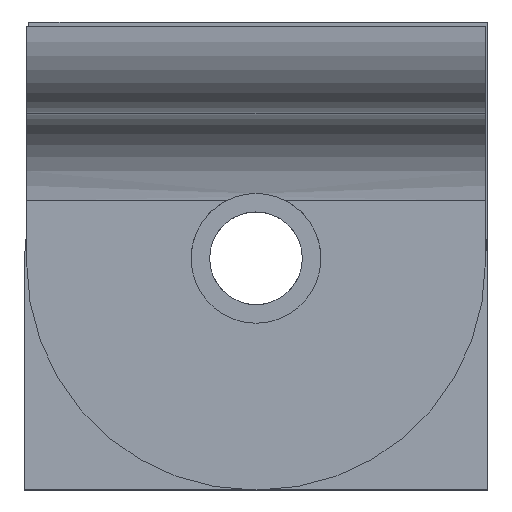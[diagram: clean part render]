
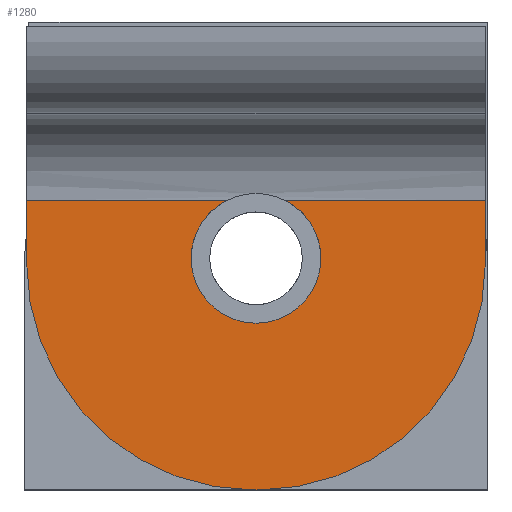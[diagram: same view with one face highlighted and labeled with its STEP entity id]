
A CAD part, left-side view. The second image highlights one B-rep face of the part: STEP entity #1280.
In plain terms, the highlighted planar face has unit normal (-1, 0, 0).
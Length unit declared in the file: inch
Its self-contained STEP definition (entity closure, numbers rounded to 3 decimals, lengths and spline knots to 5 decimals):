
#1054=CARTESIAN_POINT('',(-0.688,0.14,0.5));
#1055=VERTEX_POINT('',#1054);
#1071=CARTESIAN_POINT('',(-0.688,-0.14,0.5));
#1072=VERTEX_POINT('',#1071);
#1079=CARTESIAN_POINT('',(-0.688,-0.06499,0.624));
#1080=VERTEX_POINT('',#1079);
#1081=CARTESIAN_POINT('',(-0.688,0.,0.5));
#1082=DIRECTION('',(1.0,0.0,0.0));
#1083=DIRECTION('',(0.0,1.0,0.0));
#1084=AXIS2_PLACEMENT_3D('',#1081,#1082,#1083);
#1085=CIRCLE('',#1084,0.14);
#1086=EDGE_CURVE('',#1080,#1072,#1085,.T.);
#1088=CARTESIAN_POINT('',(-0.688,0.06499,0.624));
#1089=VERTEX_POINT('',#1088);
#1099=CARTESIAN_POINT('',(-0.688,0.,0.5));
#1100=DIRECTION('',(1.0,0.0,0.0));
#1101=DIRECTION('',(0.0,1.0,0.0));
#1102=AXIS2_PLACEMENT_3D('',#1099,#1100,#1101);
#1103=CIRCLE('',#1102,0.14);
#1104=EDGE_CURVE('',#1055,#1089,#1103,.T.);
#1115=CARTESIAN_POINT('',(-0.688,0.,0.5));
#1116=DIRECTION('',(1.0,0.0,0.0));
#1117=DIRECTION('',(0.0,1.0,0.0));
#1118=AXIS2_PLACEMENT_3D('',#1115,#1116,#1117);
#1119=CIRCLE('',#1118,0.14);
#1120=EDGE_CURVE('',#1072,#1055,#1119,.T.);
#1214=CARTESIAN_POINT('',(-0.688,0.495,0.));
#1215=DIRECTION('',(-1.0,0.0,0.0));
#1216=DIRECTION('',(0.0,0.0,1.0));
#1217=AXIS2_PLACEMENT_3D('',#1214,#1215,#1216);
#1218=PLANE('',#1217);
#1219=ORIENTED_EDGE('',*,*,#1086,.T.);
#1220=ORIENTED_EDGE('',*,*,#1120,.T.);
#1221=ORIENTED_EDGE('',*,*,#1104,.T.);
#1222=CARTESIAN_POINT('',(-0.688,0.495,0.624));
#1223=VERTEX_POINT('',#1222);
#1224=CARTESIAN_POINT('',(-0.688,0.495,0.624));
#1225=DIRECTION('',(0.0,-1.0,0.0));
#1226=VECTOR('',#1225,0.43001);
#1227=LINE('',#1224,#1226);
#1228=EDGE_CURVE('',#1223,#1089,#1227,.T.);
#1229=ORIENTED_EDGE('',*,*,#1228,.F.);
#1230=CARTESIAN_POINT('',(-0.688,0.495,0.49));
#1231=VERTEX_POINT('',#1230);
#1232=CARTESIAN_POINT('',(-0.688,0.495,0.49));
#1233=DIRECTION('',(0.0,0.0,1.0));
#1234=VECTOR('',#1233,0.134);
#1235=LINE('',#1232,#1234);
#1236=EDGE_CURVE('',#1231,#1223,#1235,.T.);
#1237=ORIENTED_EDGE('',*,*,#1236,.F.);
#1238=CARTESIAN_POINT('',(-0.688,0.005,0.));
#1239=VERTEX_POINT('',#1238);
#1240=CARTESIAN_POINT('',(-0.688,0.005,0.49));
#1241=DIRECTION('',(1.0,0.,0.));
#1242=DIRECTION('',(0.,0.707,-0.707));
#1243=AXIS2_PLACEMENT_3D('',#1240,#1241,#1242);
#1244=CIRCLE('',#1243,0.49);
#1245=EDGE_CURVE('',#1239,#1231,#1244,.T.);
#1246=ORIENTED_EDGE('',*,*,#1245,.F.);
#1247=CARTESIAN_POINT('',(-0.688,-0.005,0.));
#1248=VERTEX_POINT('',#1247);
#1249=CARTESIAN_POINT('',(-0.688,0.005,0.));
#1250=DIRECTION('',(0.0,-1.0,0.0));
#1251=VECTOR('',#1250,0.01);
#1252=LINE('',#1249,#1251);
#1253=EDGE_CURVE('',#1239,#1248,#1252,.T.);
#1254=ORIENTED_EDGE('',*,*,#1253,.T.);
#1255=CARTESIAN_POINT('',(-0.688,-0.495,0.49));
#1256=VERTEX_POINT('',#1255);
#1257=CARTESIAN_POINT('',(-0.688,-0.005,0.49));
#1258=DIRECTION('',(1.0,0.,0.));
#1259=DIRECTION('',(0.,-0.707,-0.707));
#1260=AXIS2_PLACEMENT_3D('',#1257,#1258,#1259);
#1261=CIRCLE('',#1260,0.49);
#1262=EDGE_CURVE('',#1256,#1248,#1261,.T.);
#1263=ORIENTED_EDGE('',*,*,#1262,.F.);
#1264=CARTESIAN_POINT('',(-0.688,-0.495,0.624));
#1265=VERTEX_POINT('',#1264);
#1266=CARTESIAN_POINT('',(-0.688,-0.495,0.49));
#1267=DIRECTION('',(0.0,0.0,1.0));
#1268=VECTOR('',#1267,0.134);
#1269=LINE('',#1266,#1268);
#1270=EDGE_CURVE('',#1256,#1265,#1269,.T.);
#1271=ORIENTED_EDGE('',*,*,#1270,.T.);
#1272=CARTESIAN_POINT('',(-0.688,-0.06499,0.624));
#1273=DIRECTION('',(0.0,-1.0,0.0));
#1274=VECTOR('',#1273,0.43001);
#1275=LINE('',#1272,#1274);
#1276=EDGE_CURVE('',#1080,#1265,#1275,.T.);
#1277=ORIENTED_EDGE('',*,*,#1276,.F.);
#1278=EDGE_LOOP('',(#1219,#1220,#1221,#1229,#1237,#1246,#1254,#1263,#1271,#1277));
#1279=FACE_OUTER_BOUND('',#1278,.T.);
#1280=ADVANCED_FACE('',(#1279),#1218,.T.);
